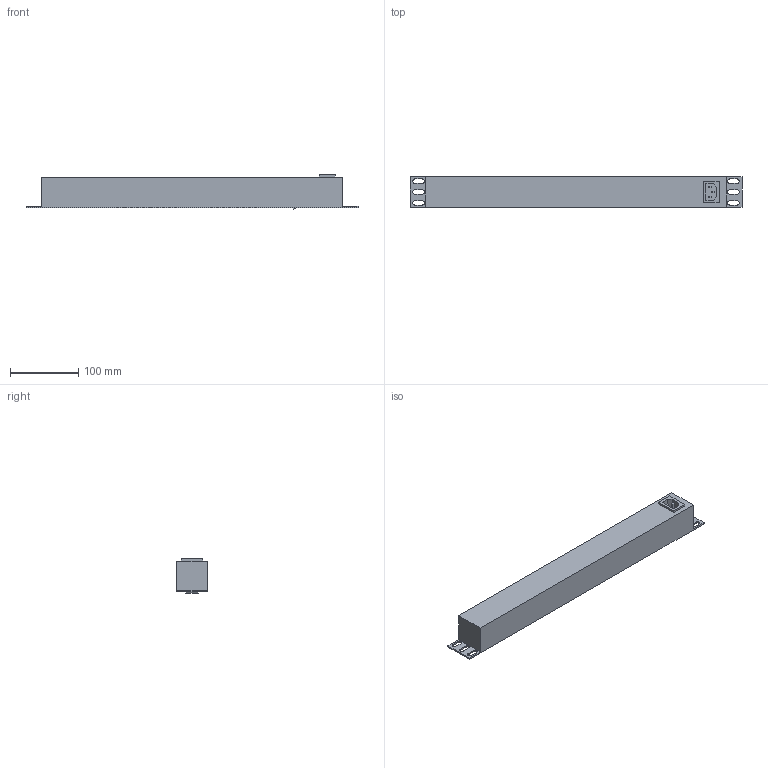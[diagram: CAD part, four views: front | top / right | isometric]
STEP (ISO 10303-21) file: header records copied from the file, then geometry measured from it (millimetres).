
FILE_DESCRIPTION (( 'STEP AP203' ), '1' );
FILE_NAME ('PH12-8C133 ITK PDU 8 ðîçåòîê C13, ñ LED âûêë, 1U, âõ. C14, áåç øíóðà.STEP', '2016-09-21T12:03:48', ( '' ), ( '' ), 'SwSTEP 2.0', 'SolidWorks 2014', '' );
FILE_SCHEMA (( 'CONFIG_CONTROL_DESIGN' ));
Length unit declared in the file: millimetre
Products named in the file (1): PH12-8C133 ITK PDU 8 ðîçåòîê C13, ñ LED âûêë, 1U, âõ. C14, áåç øíóðà
Bounding box: 487 x 44.45 x 50 mm (x, y, z)
Volume: 829525.5 mm3; surface area: 120575.4 mm2
Topology: 1 solids, 1 shells, 382 faces, 951 edges, 634 vertices
Faces by surface type: plane 370, cylinder 12
Entity records: 11240 total; most frequent: CARTESIAN_POINT 1968, ORIENTED_EDGE 1902, DIRECTION 1741, EDGE_CURVE 951, VECTOR 927, LINE 927, VERTEX_POINT 634, EDGE_LOOP 457
